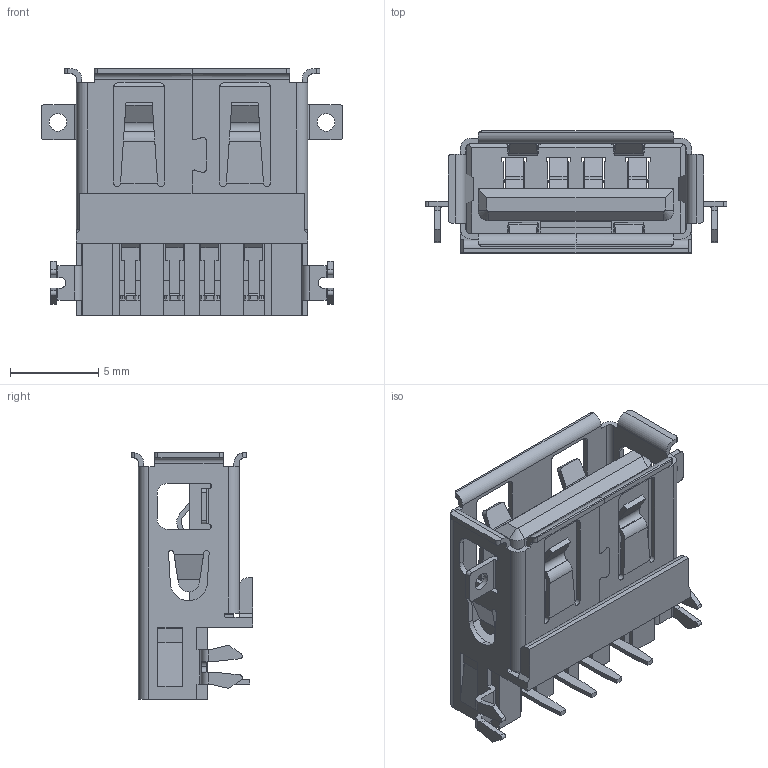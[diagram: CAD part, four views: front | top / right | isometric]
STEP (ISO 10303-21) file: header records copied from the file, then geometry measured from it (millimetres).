
FILE_DESCRIPTION (( 'STEP AP214' ), '1' );
FILE_NAME ('137048.step', '2020-09-28T14:02:42', ( '' ), ( '' ), 'SwSTEP 2.0', 'SolidWorks 2019', '' );
FILE_SCHEMA (( 'AUTOMOTIVE_DESIGN' ));
Length unit declared in the file: millimetre
Products named in the file (1): 137048
Bounding box: 17.1 x 6.9 x 14 mm (x, y, z)
Volume: 443.2 mm3; surface area: 1616 mm2
Topology: 1 solids, 1 shells, 581 faces, 1773 edges, 1164 vertices
Faces by surface type: plane 419, cylinder 160, cone 2
Entity records: 20103 total; most frequent: CARTESIAN_POINT 3977, ORIENTED_EDGE 3546, DIRECTION 3151, EDGE_CURVE 1773, LINE 1435, VECTOR 1435, VERTEX_POINT 1164, AXIS2_PLACEMENT_3D 858
